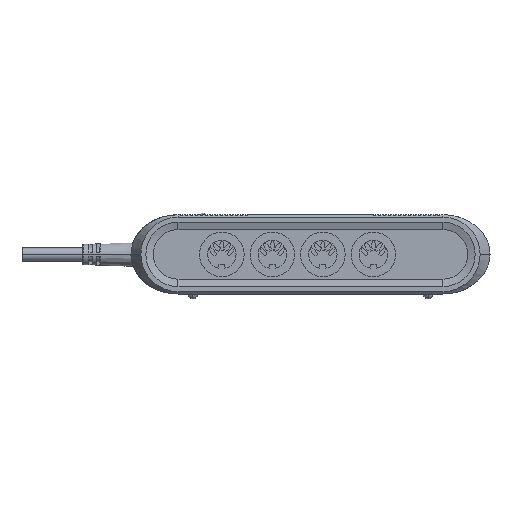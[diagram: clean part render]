
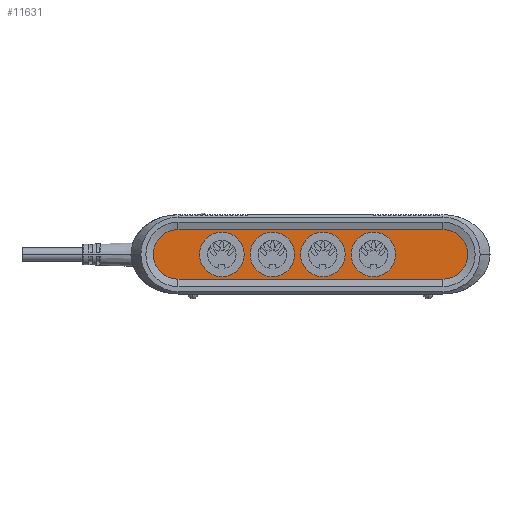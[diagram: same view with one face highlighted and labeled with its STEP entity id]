
A CAD part, left-side view. The second image highlights one B-rep face of the part: STEP entity #11631.
In plain terms, the highlighted planar face has unit normal (-1, 0, 0).
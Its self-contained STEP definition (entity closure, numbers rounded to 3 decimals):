
#63 = CARTESIAN_POINT ( 'NONE',  ( -37., -5., 0. ) ) ;
#286 = ORIENTED_EDGE ( 'NONE', *, *, #16066, .F. ) ;
#375 = FACE_BOUND ( 'NONE', #5572, .T. ) ;
#512 = VERTEX_POINT ( 'NONE', #8962 ) ;
#570 = VERTEX_POINT ( 'NONE', #9599 ) ;
#586 = DIRECTION ( 'NONE',  ( 1., 0., 0. ) ) ;
#808 = CARTESIAN_POINT ( 'NONE',  ( -37., 15.4, 9. ) ) ;
#953 = VECTOR ( 'NONE', #11197, 1000. ) ;
#1006 = CARTESIAN_POINT ( 'NONE',  ( -37., -53.5, -10. ) ) ;
#1057 = ORIENTED_EDGE ( 'NONE', *, *, #6005, .F. ) ;
#1103 = CARTESIAN_POINT ( 'NONE',  ( -37., 35.8, -9. ) ) ;
#1140 = DIRECTION ( 'NONE',  ( 0., 0., -1. ) ) ;
#1170 = AXIS2_PLACEMENT_3D ( 'NONE', #5857, #16026, #7319 ) ;
#1374 = CARTESIAN_POINT ( 'NONE',  ( -37., 15.4, -9. ) ) ;
#1434 = CARTESIAN_POINT ( 'NONE',  ( -37., 15.4, 0. ) ) ;
#1501 = CIRCLE ( 'NONE', #1170, 9. ) ;
#1550 = DIRECTION ( 'NONE',  ( 0., 0., -1. ) ) ;
#1813 = EDGE_CURVE ( 'NONE', #4445, #12737, #14541, .T. ) ;
#1873 = LINE ( 'NONE', #2413, #953 ) ;
#1891 = DIRECTION ( 'NONE',  ( 0., 1., 0. ) ) ;
#2039 = CIRCLE ( 'NONE', #14433, 9. ) ;
#2413 = CARTESIAN_POINT ( 'NONE',  ( -37., 0., 10. ) ) ;
#2421 = CIRCLE ( 'NONE', #3325, 10. ) ;
#2431 = DIRECTION ( 'NONE',  ( 1., 0., 0. ) ) ;
#2757 = EDGE_CURVE ( 'NONE', #9757, #15934, #4193, .T. ) ;
#2773 = CARTESIAN_POINT ( 'NONE',  ( -37., -5., 0. ) ) ;
#3325 = AXIS2_PLACEMENT_3D ( 'NONE', #12751, #3975, #14182 ) ;
#3413 = CARTESIAN_POINT ( 'NONE',  ( -37., -5., 9. ) ) ;
#3670 = AXIS2_PLACEMENT_3D ( 'NONE', #9402, #586, #10846 ) ;
#3816 = ORIENTED_EDGE ( 'NONE', *, *, #17814, .T. ) ;
#3975 = DIRECTION ( 'NONE',  ( 1., 0., 0. ) ) ;
#4193 = CIRCLE ( 'NONE', #11501, 9. ) ;
#4237 = DIRECTION ( 'NONE',  ( 0., 0., -1. ) ) ;
#4445 = VERTEX_POINT ( 'NONE', #808 ) ;
#4472 = AXIS2_PLACEMENT_3D ( 'NONE', #1434, #10292, #11638 ) ;
#4567 = CIRCLE ( 'NONE', #3670, 10. ) ;
#4666 = VECTOR ( 'NONE', #1891, 1000. ) ;
#4714 = EDGE_CURVE ( 'NONE', #5460, #11183, #16048, .T. ) ;
#4817 = ORIENTED_EDGE ( 'NONE', *, *, #4714, .F. ) ;
#4976 = VERTEX_POINT ( 'NONE', #1103 ) ;
#5230 = CARTESIAN_POINT ( 'NONE',  ( -37., -53.5, 10. ) ) ;
#5387 = DIRECTION ( 'NONE',  ( 1., 0., 0. ) ) ;
#5460 = VERTEX_POINT ( 'NONE', #1006 ) ;
#5572 = EDGE_LOOP ( 'NONE', ( #18028, #9394 ) ) ;
#5645 = ORIENTED_EDGE ( 'NONE', *, *, #13659, .T. ) ;
#5857 = CARTESIAN_POINT ( 'NONE',  ( -37., 15.4, 0. ) ) ;
#6005 = EDGE_CURVE ( 'NONE', #7258, #15549, #1873, .T. ) ;
#6173 = ORIENTED_EDGE ( 'NONE', *, *, #18133, .T. ) ;
#6574 = VERTEX_POINT ( 'NONE', #9060 ) ;
#6716 = CARTESIAN_POINT ( 'NONE',  ( -37., 35.8, 0. ) ) ;
#7120 = EDGE_LOOP ( 'NONE', ( #16399, #5645 ) ) ;
#7258 = VERTEX_POINT ( 'NONE', #16234 ) ;
#7319 = DIRECTION ( 'NONE',  ( 0., 0., -1. ) ) ;
#7443 = CARTESIAN_POINT ( 'NONE',  ( -37., -5., -9. ) ) ;
#7634 = AXIS2_PLACEMENT_3D ( 'NONE', #63, #10338, #1550 ) ;
#7683 = ORIENTED_EDGE ( 'NONE', *, *, #18165, .F. ) ;
#7750 = CARTESIAN_POINT ( 'NONE',  ( -37., 0., -10. ) ) ;
#7763 = CARTESIAN_POINT ( 'NONE',  ( -37., -25.4, 0. ) ) ;
#8182 = DIRECTION ( 'NONE',  ( 0., 0., -1. ) ) ;
#8273 = FACE_BOUND ( 'NONE', #7120, .T. ) ;
#8907 = FACE_OUTER_BOUND ( 'NONE', #16071, .T. ) ;
#8962 = CARTESIAN_POINT ( 'NONE',  ( -37., 35.8, 9. ) ) ;
#9044 = FACE_BOUND ( 'NONE', #9445, .T. ) ;
#9060 = CARTESIAN_POINT ( 'NONE',  ( -37., -25.4, -9. ) ) ;
#9230 = DIRECTION ( 'NONE',  ( 0., 0., -1. ) ) ;
#9282 = AXIS2_PLACEMENT_3D ( 'NONE', #18633, #9938, #1140 ) ;
#9291 = EDGE_CURVE ( 'NONE', #6574, #570, #2039, .T. ) ;
#9394 = ORIENTED_EDGE ( 'NONE', *, *, #1813, .T. ) ;
#9402 = CARTESIAN_POINT ( 'NONE',  ( -37., -53.5, 0. ) ) ;
#9410 = FACE_BOUND ( 'NONE', #14729, .T. ) ;
#9445 = EDGE_LOOP ( 'NONE', ( #16919, #3816 ) ) ;
#9599 = CARTESIAN_POINT ( 'NONE',  ( -37., -25.4, 9. ) ) ;
#9757 = VERTEX_POINT ( 'NONE', #7443 ) ;
#9938 = DIRECTION ( 'NONE',  ( 1., 0., 0. ) ) ;
#10203 = AXIS2_PLACEMENT_3D ( 'NONE', #11220, #2431, #12687 ) ;
#10292 = DIRECTION ( 'NONE',  ( 1., 0., 0. ) ) ;
#10338 = DIRECTION ( 'NONE',  ( 1., 0., 0. ) ) ;
#10846 = DIRECTION ( 'NONE',  ( 0., 0., 1. ) ) ;
#11111 = EDGE_CURVE ( 'NONE', #4976, #512, #12520, .T. ) ;
#11183 = VERTEX_POINT ( 'NONE', #12637 ) ;
#11197 = DIRECTION ( 'NONE',  ( 0., -1., 0. ) ) ;
#11220 = CARTESIAN_POINT ( 'NONE',  ( -37., 35.8, 0. ) ) ;
#11501 = AXIS2_PLACEMENT_3D ( 'NONE', #2773, #13002, #4237 ) ;
#11631 = ADVANCED_FACE ( 'NONE', ( #375, #9410, #8273, #9044, #8907 ), #18438, .F. ) ;
#11638 = DIRECTION ( 'NONE',  ( 0., 0., -1. ) ) ;
#12520 = CIRCLE ( 'NONE', #14458, 9. ) ;
#12637 = CARTESIAN_POINT ( 'NONE',  ( -37., 53.5, -10. ) ) ;
#12687 = DIRECTION ( 'NONE',  ( 0., 0., -1. ) ) ;
#12737 = VERTEX_POINT ( 'NONE', #1374 ) ;
#12751 = CARTESIAN_POINT ( 'NONE',  ( -37., 53.5, 0. ) ) ;
#13002 = DIRECTION ( 'NONE',  ( 1., 0., 0. ) ) ;
#13614 = CIRCLE ( 'NONE', #7634, 9. ) ;
#13659 = EDGE_CURVE ( 'NONE', #570, #6574, #18407, .T. ) ;
#13743 = AXIS2_PLACEMENT_3D ( 'NONE', #14118, #5387, #15603 ) ;
#14118 = CARTESIAN_POINT ( 'NONE',  ( -37., 0., 0. ) ) ;
#14182 = DIRECTION ( 'NONE',  ( 0., 0., 1. ) ) ;
#14433 = AXIS2_PLACEMENT_3D ( 'NONE', #7763, #17930, #9230 ) ;
#14458 = AXIS2_PLACEMENT_3D ( 'NONE', #6716, #16887, #8182 ) ;
#14541 = CIRCLE ( 'NONE', #4472, 9. ) ;
#14729 = EDGE_LOOP ( 'NONE', ( #18924, #6173 ) ) ;
#14966 = EDGE_CURVE ( 'NONE', #12737, #4445, #1501, .T. ) ;
#15549 = VERTEX_POINT ( 'NONE', #5230 ) ;
#15603 = DIRECTION ( 'NONE',  ( 0., 0., -1. ) ) ;
#15691 = CIRCLE ( 'NONE', #10203, 9. ) ;
#15934 = VERTEX_POINT ( 'NONE', #3413 ) ;
#16026 = DIRECTION ( 'NONE',  ( 1., 0., 0. ) ) ;
#16048 = LINE ( 'NONE', #7750, #4666 ) ;
#16066 = EDGE_CURVE ( 'NONE', #15549, #5460, #4567, .T. ) ;
#16071 = EDGE_LOOP ( 'NONE', ( #1057, #7683, #4817, #286 ) ) ;
#16234 = CARTESIAN_POINT ( 'NONE',  ( -37., 53.5, 10. ) ) ;
#16399 = ORIENTED_EDGE ( 'NONE', *, *, #9291, .T. ) ;
#16887 = DIRECTION ( 'NONE',  ( 1., 0., 0. ) ) ;
#16919 = ORIENTED_EDGE ( 'NONE', *, *, #2757, .T. ) ;
#17814 = EDGE_CURVE ( 'NONE', #15934, #9757, #13614, .T. ) ;
#17930 = DIRECTION ( 'NONE',  ( 1., 0., 0. ) ) ;
#18028 = ORIENTED_EDGE ( 'NONE', *, *, #14966, .T. ) ;
#18133 = EDGE_CURVE ( 'NONE', #512, #4976, #15691, .T. ) ;
#18165 = EDGE_CURVE ( 'NONE', #11183, #7258, #2421, .T. ) ;
#18407 = CIRCLE ( 'NONE', #9282, 9. ) ;
#18438 = PLANE ( 'NONE',  #13743 ) ;
#18633 = CARTESIAN_POINT ( 'NONE',  ( -37., -25.4, 0. ) ) ;
#18924 = ORIENTED_EDGE ( 'NONE', *, *, #11111, .T. ) ;
